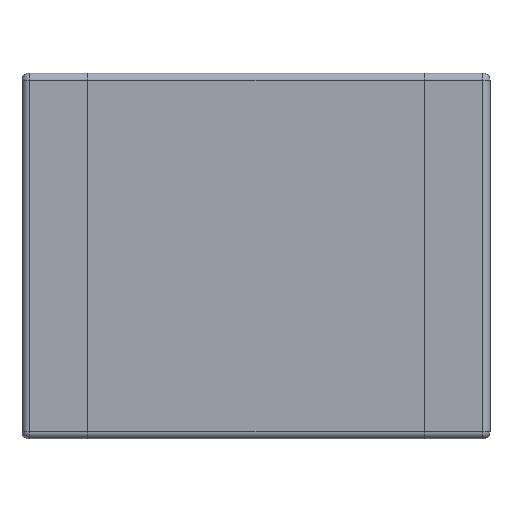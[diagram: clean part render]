
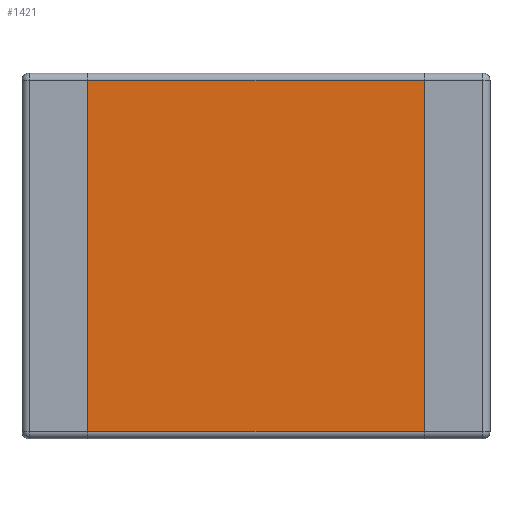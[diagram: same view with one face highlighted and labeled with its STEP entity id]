
A CAD part, front view. The second image highlights one B-rep face of the part: STEP entity #1421.
In plain terms, the highlighted planar face has unit normal (0, -1, 0).
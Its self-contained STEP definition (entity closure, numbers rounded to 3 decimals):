
#226 = CARTESIAN_POINT ( 'NONE',  ( 1.15, 0., 1.2 ) ) ;
#268 = CARTESIAN_POINT ( 'NONE',  ( 1.15, 0., -1.2 ) ) ;
#269 = DIRECTION ( 'NONE',  ( 0., 0., 1. ) ) ;
#270 = VECTOR ( 'NONE', #269, 1000. ) ;
#271 = CARTESIAN_POINT ( 'NONE',  ( -1.15, 0., -1.25 ) ) ;
#272 = LINE ( 'NONE', #271, #270 ) ;
#304 = CARTESIAN_POINT ( 'NONE',  ( -1.15, 0., -1.2 ) ) ;
#305 = DIRECTION ( 'NONE',  ( 0., 0., -1. ) ) ;
#306 = VECTOR ( 'NONE', #305, 1000. ) ;
#307 = CARTESIAN_POINT ( 'NONE',  ( 1.15, 0., -1.25 ) ) ;
#308 = LINE ( 'NONE', #307, #306 ) ;
#477 = CARTESIAN_POINT ( 'NONE',  ( -1.15, 0., 1.2 ) ) ;
#865 = DIRECTION ( 'NONE',  ( -1., 0., 0. ) ) ;
#866 = VECTOR ( 'NONE', #865, 1000. ) ;
#867 = CARTESIAN_POINT ( 'NONE',  ( -1.6, 0., 1.2 ) ) ;
#868 = LINE ( 'NONE', #867, #866 ) ;
#919 = FACE_OUTER_BOUND ( 'NONE', #1422, .T. ) ;
#946 = DIRECTION ( 'NONE',  ( 1., 0., 0. ) ) ;
#947 = VECTOR ( 'NONE', #946, 1000. ) ;
#948 = CARTESIAN_POINT ( 'NONE',  ( 1.6, 0., -1.2 ) ) ;
#949 = LINE ( 'NONE', #948, #947 ) ;
#950 = DIRECTION ( 'NONE',  ( 0., 0., -1. ) ) ;
#951 = DIRECTION ( 'NONE',  ( 0., -1., 0. ) ) ;
#952 = CARTESIAN_POINT ( 'NONE',  ( 1.6, 0., -1.25 ) ) ;
#953 = AXIS2_PLACEMENT_3D ( 'NONE', #952, #951, #950 ) ;
#954 = PLANE ( 'NONE',  #953 ) ;
#1192 = ORIENTED_EDGE ( 'NONE', *, *, #1221, .F. ) ;
#1193 = ORIENTED_EDGE ( 'NONE', *, *, #1402, .T. ) ;
#1208 = VERTEX_POINT ( 'NONE', #226 ) ;
#1214 = EDGE_CURVE ( 'NONE', #1224, #1284, #272, .T. ) ;
#1215 = VERTEX_POINT ( 'NONE', #268 ) ;
#1221 = EDGE_CURVE ( 'NONE', #1208, #1215, #308, .T. ) ;
#1224 = VERTEX_POINT ( 'NONE', #304 ) ;
#1284 = VERTEX_POINT ( 'NONE', #477 ) ;
#1402 = EDGE_CURVE ( 'NONE', #1208, #1284, #868, .T. ) ;
#1421 = ADVANCED_FACE ( 'NONE', ( #919 ), #954, .T. ) ;
#1422 = EDGE_LOOP ( 'NONE', ( #1423, #1424, #1192, #1193 ) ) ;
#1423 = ORIENTED_EDGE ( 'NONE', *, *, #1214, .F. ) ;
#1424 = ORIENTED_EDGE ( 'NONE', *, *, #1425, .T. ) ;
#1425 = EDGE_CURVE ( 'NONE', #1224, #1215, #949, .T. ) ;
